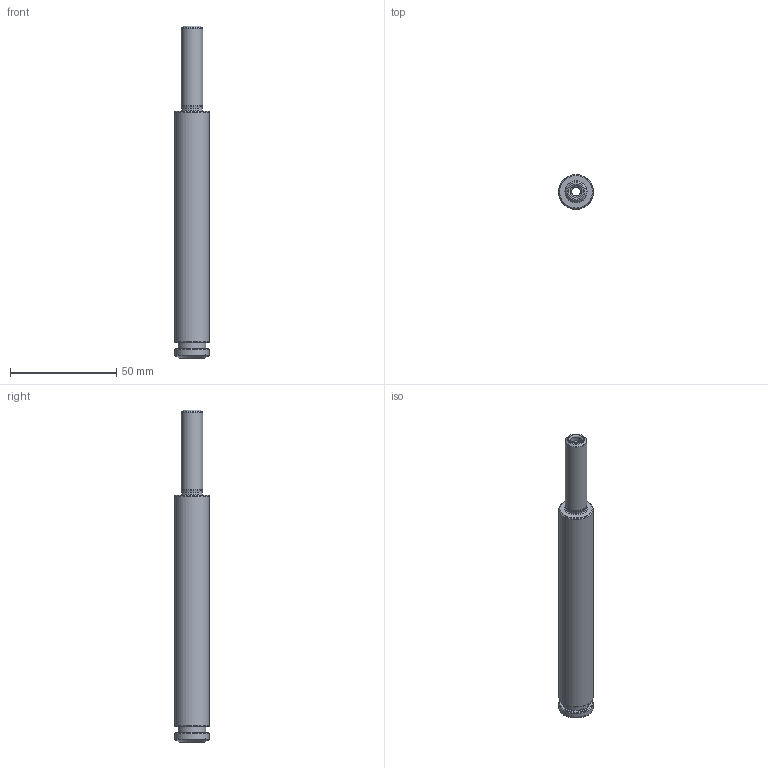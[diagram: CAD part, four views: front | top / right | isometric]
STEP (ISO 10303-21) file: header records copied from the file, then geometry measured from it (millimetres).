
FILE_DESCRIPTION(/* description */ (''),/* implementation_level */ '2;1');
FILE_NAME(/* name */ '261071020.stp',/* time_stamp */ '2021-01-08T12:27:22',/* author */ ('LRA'),/* organization */ ('REGO-FIX'),/* preprocessor_version */ ' Unknown',/* originating_system */ 'SIEMENS PLM Software Solid Edge ST10',/* authorization */ 'Unknown');
FILE_SCHEMA (('AUTOMOTIVE_DESIGN { 1 0 10303 214 2 1 1}'));
Length unit declared in the file: millimetre
Products named in the file (1): NOCUT
Bounding box: 16.3 x 16.3 x 156.2 mm (x, y, z)
Volume: 39233.4 mm3; surface area: 22087.2 mm2
Topology: 2 solids, 2 shells, 63 faces, 128 edges, 77 vertices
Faces by surface type: cylinder 20, cone 20, plane 12, torus 11
Full cylindrical faces by diameter (mm): 4.134 x4, 5.5 x2, 9 x2, 9.6 x2, 10 x3, 10.3 x1, 13 x2, 16 x2, 16.3 x2
Entity records: 1751 total; most frequent: DIRECTION 260, CARTESIAN_POINT 193, AXIS2_PLACEMENT_3D 130, ORIENTED_EDGE 126, EDGE_LOOP 126, FACE_BOUND 126, EDGE_CURVE 63, VERTEX_POINT 63
